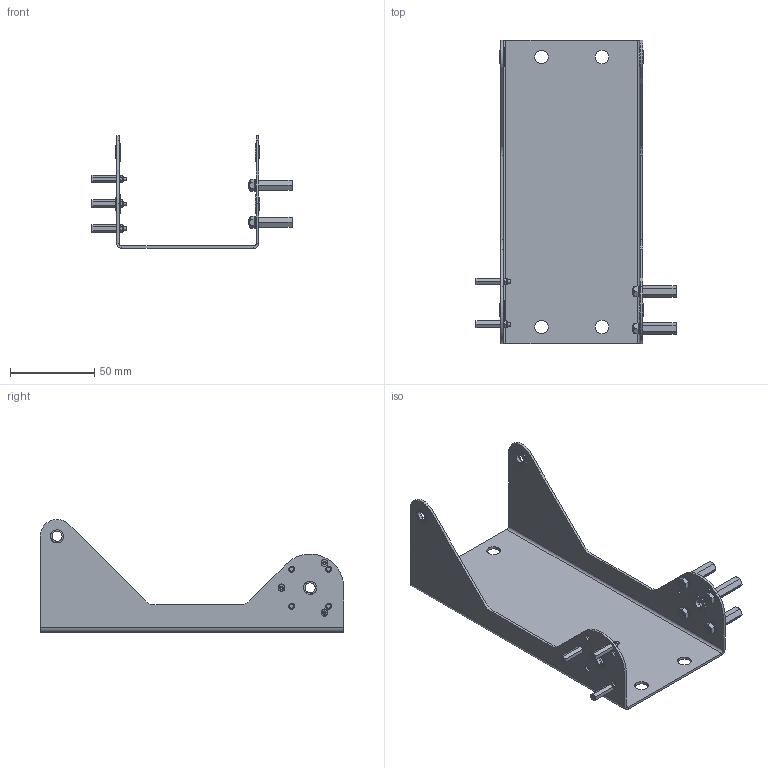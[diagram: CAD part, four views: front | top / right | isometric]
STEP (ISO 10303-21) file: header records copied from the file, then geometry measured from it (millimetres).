
FILE_DESCRIPTION(/* description */ (''),/* implementation_level */ '2;1');
FILE_NAME(/* name */ 'A01_OB_200326.step',/* time_stamp */ '2020-03-29T16:15:27+02:00',/* author */ (''),/* organization */ (''),/* preprocessor_version */ 'ST-DEVELOPER v18',/* originating_system */ 'Autodesk Translation Framework v8.12.0.6',/* authorisation */ '');
FILE_SCHEMA (('AUTOMOTIVE_DESIGN { 1 0 10303 214 3 1 1 }'));
Length unit declared in the file: millimetre
Products named in the file (9): A01_OB_200326; P0001_OB_200326; MCM_06_015_1; 93655A429; 98688A113; 90592A104; 93475A195; 90592A075; WE_Standoffs_M2_15_971150244
Assembly tree (26 placements, depth 2):
  A01_OB_200326
    MCM_06_015_1  x4
    P0001_OB_200326
    93655A429  x4
    98688A113  x4
    90592A104  x4
    93475A195  x3
    90592A075  x3
    WE_Standoffs_M2_15_971150244  x3
Bounding box: 119.2 x 180 x 66.98 mm (x, y, z)
Volume: 42822.1 mm3; surface area: 59938.5 mm2
Topology: 26 solids, 26 shells, 824 faces, 2148 edges, 1394 vertices
Faces by surface type: cylinder 370, cone 224, plane 194, bspline 30, torus 6
Full cylindrical faces by diameter (mm): 1.3 x3, 1.48 x6, 1.567 x6, 2 x15, 2.1 x6, 2.2 x3, 2.715 x4, 2.721 x100, 3.309 x3, 3.5 x116, 3.7 x4, 5 x3, 5.214 x4, 7 x4, 7.2 x4, 8 x4
Entity records: 13593 total; most frequent: CARTESIAN_POINT 6869, ORIENTED_EDGE 1424, DIRECTION 1286, EDGE_CURVE 712, AXIS2_PLACEMENT_3D 541, VERTEX_POINT 468, EDGE_LOOP 324, FACE_OUTER_BOUND 266
